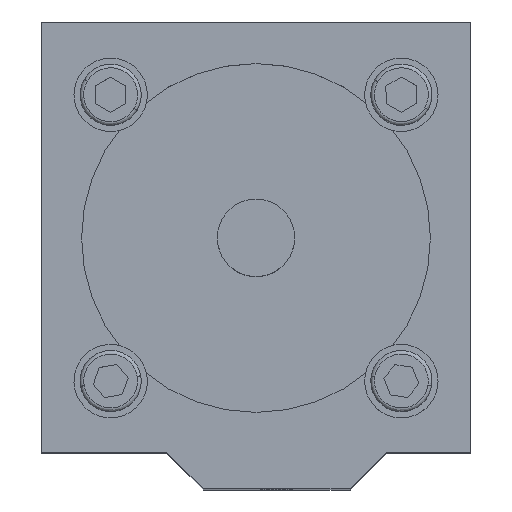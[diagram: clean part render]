
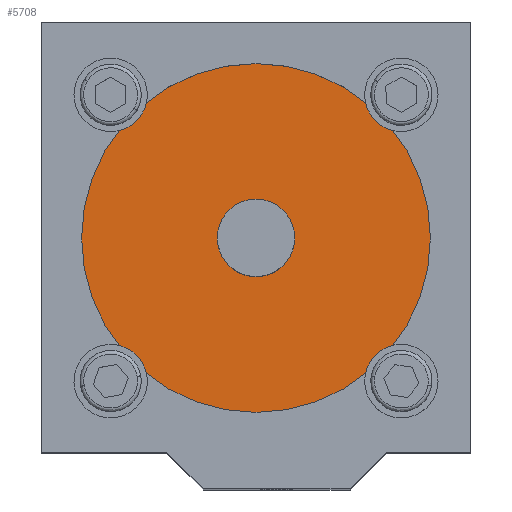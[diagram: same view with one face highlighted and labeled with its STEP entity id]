
A CAD part, top view. The second image highlights one B-rep face of the part: STEP entity #5708.
In plain terms, the highlighted planar face has unit normal (0, 0, 1).
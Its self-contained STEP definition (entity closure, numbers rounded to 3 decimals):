
#35 = CARTESIAN_POINT ( 'NONE',  ( 23.5, 23.5, 48.2 ) ) ;
#109 = VERTEX_POINT ( 'NONE', #5463 ) ;
#124 = ORIENTED_EDGE ( 'NONE', *, *, #7071, .F. ) ;
#141 = DIRECTION ( 'NONE',  ( 1., 0., 0. ) ) ;
#160 = CIRCLE ( 'NONE', #956, 6.33 ) ;
#164 = DIRECTION ( 'NONE',  ( 0., 0., 1. ) ) ;
#322 = DIRECTION ( 'NONE',  ( 1., 0., 0. ) ) ;
#415 = VECTOR ( 'NONE', #322, 1000. ) ;
#517 = PLANE ( 'NONE',  #9350 ) ;
#691 = AXIS2_PLACEMENT_3D ( 'NONE', #1827, #5018, #141 ) ;
#816 = DIRECTION ( 'NONE',  ( 1., 0., 0. ) ) ;
#956 = AXIS2_PLACEMENT_3D ( 'NONE', #9003, #8111, #9045 ) ;
#1092 = VERTEX_POINT ( 'NONE', #7958 ) ;
#1094 = AXIS2_PLACEMENT_3D ( 'NONE', #35, #8748, #816 ) ;
#1207 = AXIS2_PLACEMENT_3D ( 'NONE', #3864, #1493, #3900 ) ;
#1236 = EDGE_LOOP ( 'NONE', ( #1751, #1888, #2662, #7636 ) ) ;
#1249 = CIRCLE ( 'NONE', #3507, 2.5 ) ;
#1257 = VERTEX_POINT ( 'NONE', #9859 ) ;
#1320 = CARTESIAN_POINT ( 'NONE',  ( -21., 23.5, 48.2 ) ) ;
#1428 = CARTESIAN_POINT ( 'NONE',  ( -26., 23.5, 48.2 ) ) ;
#1493 = DIRECTION ( 'NONE',  ( 0., 0., 1. ) ) ;
#1580 = CIRCLE ( 'NONE', #5854, 2.5 ) ;
#1649 = EDGE_CURVE ( 'NONE', #3306, #1653, #6475, .T. ) ;
#1653 = VERTEX_POINT ( 'NONE', #1428 ) ;
#1741 = ORIENTED_EDGE ( 'NONE', *, *, #8049, .F. ) ;
#1751 = ORIENTED_EDGE ( 'NONE', *, *, #9834, .T. ) ;
#1827 = CARTESIAN_POINT ( 'NONE',  ( -23.5, -23.5, 48.2 ) ) ;
#1888 = ORIENTED_EDGE ( 'NONE', *, *, #7787, .T. ) ;
#2070 = EDGE_CURVE ( 'NONE', #7182, #1257, #8579, .T. ) ;
#2093 = DIRECTION ( 'NONE',  ( 1., 0., 0. ) ) ;
#2156 = ORIENTED_EDGE ( 'NONE', *, *, #5310, .F. ) ;
#2281 = ORIENTED_EDGE ( 'NONE', *, *, #5954, .F. ) ;
#2319 = EDGE_CURVE ( 'NONE', #9319, #1092, #1580, .T. ) ;
#2662 = ORIENTED_EDGE ( 'NONE', *, *, #4231, .T. ) ;
#2836 = DIRECTION ( 'NONE',  ( 0., 0., 1. ) ) ;
#2867 = CARTESIAN_POINT ( 'NONE',  ( 0., 0., 48.2 ) ) ;
#2909 = CIRCLE ( 'NONE', #1094, 2.5 ) ;
#3211 = EDGE_CURVE ( 'NONE', #4268, #109, #5713, .T. ) ;
#3261 = DIRECTION ( 'NONE',  ( 0., 0., 1. ) ) ;
#3306 = VERTEX_POINT ( 'NONE', #1320 ) ;
#3336 = DIRECTION ( 'NONE',  ( -1., 0., 0. ) ) ;
#3360 = CARTESIAN_POINT ( 'NONE',  ( -28.7, 28.7, 48.2 ) ) ;
#3424 = EDGE_LOOP ( 'NONE', ( #1741, #124 ) ) ;
#3507 = AXIS2_PLACEMENT_3D ( 'NONE', #8560, #6897, #8485 ) ;
#3528 = VERTEX_POINT ( 'NONE', #5392 ) ;
#3581 = AXIS2_PLACEMENT_3D ( 'NONE', #8489, #3605, #9160 ) ;
#3605 = DIRECTION ( 'NONE',  ( 0., 0., 1. ) ) ;
#3645 = EDGE_LOOP ( 'NONE', ( #6925, #2156 ) ) ;
#3864 = CARTESIAN_POINT ( 'NONE',  ( -23.5, 23.5, 48.2 ) ) ;
#3871 = VECTOR ( 'NONE', #3336, 1000. ) ;
#3889 = VERTEX_POINT ( 'NONE', #8863 ) ;
#3900 = DIRECTION ( 'NONE',  ( 1., 0., 0. ) ) ;
#3904 = CARTESIAN_POINT ( 'NONE',  ( -21., -23.5, 48.2 ) ) ;
#4032 = AXIS2_PLACEMENT_3D ( 'NONE', #6077, #2836, #10122 ) ;
#4062 = CARTESIAN_POINT ( 'NONE',  ( -28.7, -28.7, 48.2 ) ) ;
#4092 = CARTESIAN_POINT ( 'NONE',  ( -23.5, 23.5, 48.2 ) ) ;
#4126 = DIRECTION ( 'NONE',  ( 0., -1., 0. ) ) ;
#4164 = FACE_BOUND ( 'NONE', #3645, .T. ) ;
#4231 = EDGE_CURVE ( 'NONE', #6770, #4268, #8946, .T. ) ;
#4268 = VERTEX_POINT ( 'NONE', #4062 ) ;
#4328 = CARTESIAN_POINT ( 'NONE',  ( 28.7, -28.7, 48.2 ) ) ;
#4448 = CARTESIAN_POINT ( 'NONE',  ( -28.7, -28.7, 48.2 ) ) ;
#4452 = AXIS2_PLACEMENT_3D ( 'NONE', #6107, #9235, #10053 ) ;
#4492 = ORIENTED_EDGE ( 'NONE', *, *, #2070, .F. ) ;
#4545 = ORIENTED_EDGE ( 'NONE', *, *, #9148, .F. ) ;
#4666 = FACE_BOUND ( 'NONE', #6302, .T. ) ;
#4797 = FACE_OUTER_BOUND ( 'NONE', #1236, .T. ) ;
#4915 = EDGE_CURVE ( 'NONE', #3889, #10047, #160, .T. ) ;
#4980 = CARTESIAN_POINT ( 'NONE',  ( 21., -23.5, 48.2 ) ) ;
#5018 = DIRECTION ( 'NONE',  ( 0., 0., 1. ) ) ;
#5310 = EDGE_CURVE ( 'NONE', #1092, #9319, #2909, .T. ) ;
#5384 = CIRCLE ( 'NONE', #3581, 2.5 ) ;
#5392 = CARTESIAN_POINT ( 'NONE',  ( 26., -23.5, 48.2 ) ) ;
#5463 = CARTESIAN_POINT ( 'NONE',  ( 28.7, -28.7, 48.2 ) ) ;
#5653 = CARTESIAN_POINT ( 'NONE',  ( 28.7, 28.7, 48.2 ) ) ;
#5687 = DIRECTION ( 'NONE',  ( 1., 0., 0. ) ) ;
#5708 = ADVANCED_FACE ( 'NONE', ( #7550, #4164, #6294, #8540, #4797, #4666 ), #517, .T. ) ;
#5713 = LINE ( 'NONE', #4448, #415 ) ;
#5846 = VECTOR ( 'NONE', #9917, 1000. ) ;
#5854 = AXIS2_PLACEMENT_3D ( 'NONE', #9701, #3261, #10336 ) ;
#5933 = ORIENTED_EDGE ( 'NONE', *, *, #6404, .F. ) ;
#5954 = EDGE_CURVE ( 'NONE', #1653, #3306, #7926, .T. ) ;
#6077 = CARTESIAN_POINT ( 'NONE',  ( -23.5, -23.5, 48.2 ) ) ;
#6088 = AXIS2_PLACEMENT_3D ( 'NONE', #4092, #164, #5687 ) ;
#6107 = CARTESIAN_POINT ( 'NONE',  ( 0., 0., 48.2 ) ) ;
#6146 = CARTESIAN_POINT ( 'NONE',  ( 26., 23.5, 48.2 ) ) ;
#6294 = FACE_BOUND ( 'NONE', #3424, .T. ) ;
#6302 = EDGE_LOOP ( 'NONE', ( #5933, #9027 ) ) ;
#6404 = EDGE_CURVE ( 'NONE', #10047, #3889, #8780, .T. ) ;
#6475 = CIRCLE ( 'NONE', #1207, 2.5 ) ;
#6694 = CARTESIAN_POINT ( 'NONE',  ( -28.7, 28.7, 48.2 ) ) ;
#6770 = VERTEX_POINT ( 'NONE', #6694 ) ;
#6897 = DIRECTION ( 'NONE',  ( 0., 0., 1. ) ) ;
#6925 = ORIENTED_EDGE ( 'NONE', *, *, #2319, .F. ) ;
#6954 = CARTESIAN_POINT ( 'NONE',  ( -6.33, 0., 48.2 ) ) ;
#7046 = EDGE_LOOP ( 'NONE', ( #4492, #4545 ) ) ;
#7071 = EDGE_CURVE ( 'NONE', #7782, #3528, #1249, .T. ) ;
#7182 = VERTEX_POINT ( 'NONE', #3904 ) ;
#7255 = CARTESIAN_POINT ( 'NONE',  ( 28.7, 28.7, 48.2 ) ) ;
#7308 = ORIENTED_EDGE ( 'NONE', *, *, #1649, .F. ) ;
#7550 = FACE_BOUND ( 'NONE', #8386, .T. ) ;
#7636 = ORIENTED_EDGE ( 'NONE', *, *, #3211, .T. ) ;
#7782 = VERTEX_POINT ( 'NONE', #4980 ) ;
#7787 = EDGE_CURVE ( 'NONE', #9733, #6770, #10143, .T. ) ;
#7926 = CIRCLE ( 'NONE', #6088, 2.5 ) ;
#7958 = CARTESIAN_POINT ( 'NONE',  ( 21., 23.5, 48.2 ) ) ;
#8049 = EDGE_CURVE ( 'NONE', #3528, #7782, #5384, .T. ) ;
#8088 = VECTOR ( 'NONE', #4126, 1000. ) ;
#8111 = DIRECTION ( 'NONE',  ( 0., 0., 1. ) ) ;
#8386 = EDGE_LOOP ( 'NONE', ( #7308, #2281 ) ) ;
#8485 = DIRECTION ( 'NONE',  ( 1., 0., 0. ) ) ;
#8489 = CARTESIAN_POINT ( 'NONE',  ( 23.5, -23.5, 48.2 ) ) ;
#8540 = FACE_BOUND ( 'NONE', #7046, .T. ) ;
#8560 = CARTESIAN_POINT ( 'NONE',  ( 23.5, -23.5, 48.2 ) ) ;
#8579 = CIRCLE ( 'NONE', #4032, 2.5 ) ;
#8748 = DIRECTION ( 'NONE',  ( 0., 0., 1. ) ) ;
#8780 = CIRCLE ( 'NONE', #4452, 6.33 ) ;
#8863 = CARTESIAN_POINT ( 'NONE',  ( 6.33, 0., 48.2 ) ) ;
#8946 = LINE ( 'NONE', #3360, #8088 ) ;
#9003 = CARTESIAN_POINT ( 'NONE',  ( 0., 0., 48.2 ) ) ;
#9027 = ORIENTED_EDGE ( 'NONE', *, *, #4915, .F. ) ;
#9045 = DIRECTION ( 'NONE',  ( 1., 0., 0. ) ) ;
#9148 = EDGE_CURVE ( 'NONE', #1257, #7182, #9983, .T. ) ;
#9160 = DIRECTION ( 'NONE',  ( 1., 0., 0. ) ) ;
#9235 = DIRECTION ( 'NONE',  ( 0., 0., 1. ) ) ;
#9319 = VERTEX_POINT ( 'NONE', #6146 ) ;
#9350 = AXIS2_PLACEMENT_3D ( 'NONE', #2867, #9420, #2093 ) ;
#9420 = DIRECTION ( 'NONE',  ( 0., 0., 1. ) ) ;
#9701 = CARTESIAN_POINT ( 'NONE',  ( 23.5, 23.5, 48.2 ) ) ;
#9733 = VERTEX_POINT ( 'NONE', #7255 ) ;
#9834 = EDGE_CURVE ( 'NONE', #109, #9733, #9887, .T. ) ;
#9859 = CARTESIAN_POINT ( 'NONE',  ( -26., -23.5, 48.2 ) ) ;
#9887 = LINE ( 'NONE', #4328, #5846 ) ;
#9917 = DIRECTION ( 'NONE',  ( 0., 1., 0. ) ) ;
#9983 = CIRCLE ( 'NONE', #691, 2.5 ) ;
#10047 = VERTEX_POINT ( 'NONE', #6954 ) ;
#10053 = DIRECTION ( 'NONE',  ( 1., 0., 0. ) ) ;
#10122 = DIRECTION ( 'NONE',  ( 1., 0., 0. ) ) ;
#10143 = LINE ( 'NONE', #5653, #3871 ) ;
#10336 = DIRECTION ( 'NONE',  ( 1., 0., 0. ) ) ;
